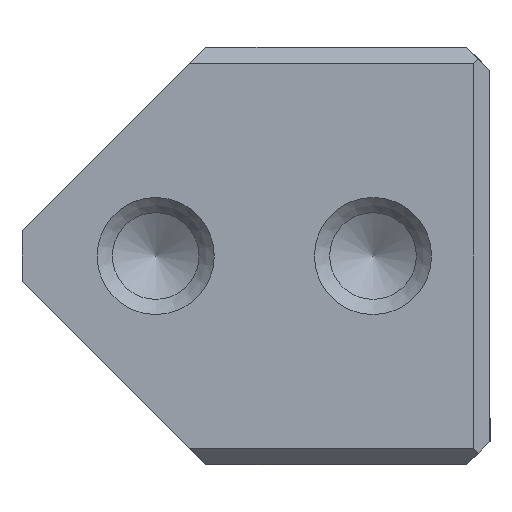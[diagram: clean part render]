
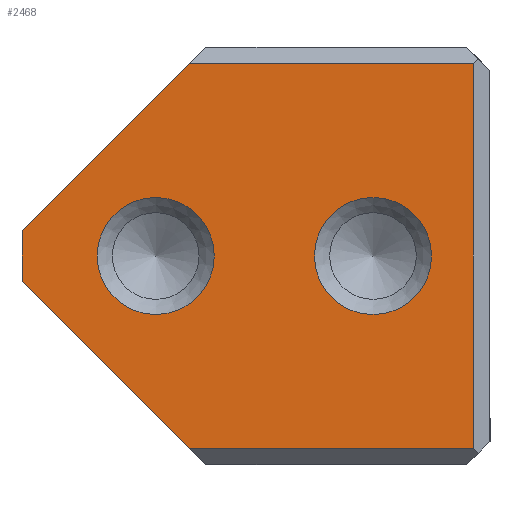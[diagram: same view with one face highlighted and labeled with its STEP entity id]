
A CAD part, left-side view. The second image highlights one B-rep face of the part: STEP entity #2468.
In plain terms, the highlighted planar face has unit normal (-1, 0, 0).
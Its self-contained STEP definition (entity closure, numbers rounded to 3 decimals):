
#2468=ADVANCED_FACE('',(#3399,#3400,#3401),#2855,.T.);
#2855=PLANE('',#8765);
#3096=CIRCLE('',#8763,3.5);
#3097=CIRCLE('',#8764,3.5);
#3399=FACE_BOUND('',#3640,.T.);
#3400=FACE_BOUND('',#3641,.T.);
#3401=FACE_BOUND('',#3642,.T.);
#3640=EDGE_LOOP('',(#4377));
#3641=EDGE_LOOP('',(#4378));
#3642=EDGE_LOOP('',(#4379,#4380,#4381,#4382,#4383,#4384));
#4377=ORIENTED_EDGE('',*,*,#6829,.T.);
#4378=ORIENTED_EDGE('',*,*,#6830,.T.);
#4379=ORIENTED_EDGE('',*,*,#6831,.T.);
#4380=ORIENTED_EDGE('',*,*,#6832,.T.);
#4381=ORIENTED_EDGE('',*,*,#6833,.T.);
#4382=ORIENTED_EDGE('',*,*,#6834,.F.);
#4383=ORIENTED_EDGE('',*,*,#6835,.T.);
#4384=ORIENTED_EDGE('',*,*,#6836,.T.);
#6189=VERTEX_POINT('',#11296);
#6190=VERTEX_POINT('',#11298);
#6191=VERTEX_POINT('',#11300);
#6192=VERTEX_POINT('',#11301);
#6193=VERTEX_POINT('',#11303);
#6194=VERTEX_POINT('',#11305);
#6195=VERTEX_POINT('',#11307);
#6196=VERTEX_POINT('',#11309);
#6829=EDGE_CURVE('',#6189,#6189,#3096,.T.);
#6830=EDGE_CURVE('',#6190,#6190,#3097,.T.);
#6831=EDGE_CURVE('',#6191,#6192,#7645,.T.);
#6832=EDGE_CURVE('',#6192,#6193,#7646,.T.);
#6833=EDGE_CURVE('',#6193,#6194,#7647,.T.);
#6834=EDGE_CURVE('',#6195,#6194,#7648,.T.);
#6835=EDGE_CURVE('',#6195,#6196,#7649,.T.);
#6836=EDGE_CURVE('',#6196,#6191,#7650,.T.);
#7645=LINE('',#11299,#8275);
#7646=LINE('',#11302,#8276);
#7647=LINE('',#11304,#8277);
#7648=LINE('',#11306,#8278);
#7649=LINE('',#11308,#8279);
#7650=LINE('',#11310,#8280);
#8275=VECTOR('',#9337,1.);
#8276=VECTOR('',#9338,1.);
#8277=VECTOR('',#9339,1.);
#8278=VECTOR('',#9340,1.);
#8279=VECTOR('',#9341,1.);
#8280=VECTOR('',#9342,1.);
#8763=AXIS2_PLACEMENT_3D('',#11295,#9333,#9334);
#8764=AXIS2_PLACEMENT_3D('',#11297,#9335,#9336);
#8765=AXIS2_PLACEMENT_3D('',#11311,#9343,#9344);
#9333=DIRECTION('',(1.,0.,0.));
#9334=DIRECTION('',(0.,0.,-1.));
#9335=DIRECTION('',(1.,0.,0.));
#9336=DIRECTION('',(0.,0.,-1.));
#9337=DIRECTION('',(0.,0.,1.));
#9338=DIRECTION('',(0.,1.,0.));
#9339=DIRECTION('',(0.,0.707,-0.707));
#9340=DIRECTION('',(0.,0.,1.));
#9341=DIRECTION('',(0.,-0.707,-0.707));
#9342=DIRECTION('',(0.,-1.,0.));
#9343=DIRECTION('',(-1.,0.,0.));
#9344=DIRECTION('',(0.,0.,-1.));
#11295=CARTESIAN_POINT('',(0.,20.,12.5));
#11296=CARTESIAN_POINT('',(0.,20.,9.));
#11297=CARTESIAN_POINT('',(0.,7.,12.5));
#11298=CARTESIAN_POINT('',(0.,7.,9.));
#11299=CARTESIAN_POINT('',(0.,1.,0.));
#11300=CARTESIAN_POINT('',(0.,1.,1.));
#11301=CARTESIAN_POINT('',(0.,1.,24.));
#11302=CARTESIAN_POINT('',(0.,14.,24.));
#11303=CARTESIAN_POINT('',(0.,18.,24.));
#11304=CARTESIAN_POINT('',(0.,28.,14.));
#11305=CARTESIAN_POINT('',(0.,28.,14.));
#11306=CARTESIAN_POINT('',(0.,28.,0.));
#11307=CARTESIAN_POINT('',(0.,28.,11.));
#11308=CARTESIAN_POINT('',(0.,15.5,-1.5));
#11309=CARTESIAN_POINT('',(0.,18.,1.));
#11310=CARTESIAN_POINT('',(0.,14.,1.));
#11311=CARTESIAN_POINT('',(0.,14.,0.));
